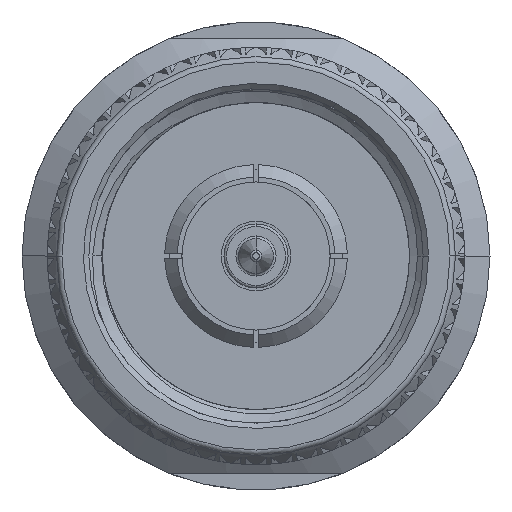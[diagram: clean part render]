
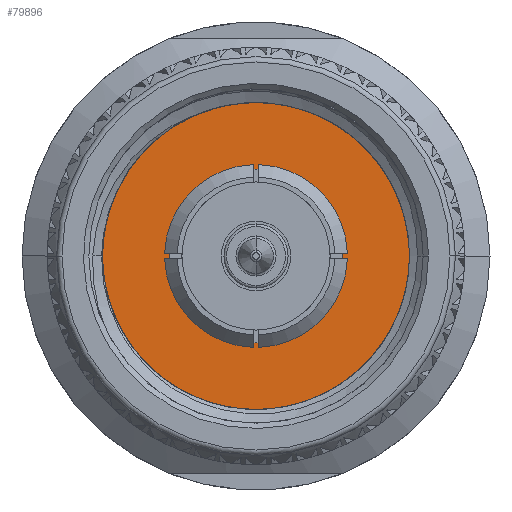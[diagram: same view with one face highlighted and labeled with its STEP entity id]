
A CAD part, left-side view. The second image highlights one B-rep face of the part: STEP entity #79896.
In plain terms, the highlighted planar face has unit normal (-1, 0, 0).
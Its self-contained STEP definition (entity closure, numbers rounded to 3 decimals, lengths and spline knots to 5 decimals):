
#952 = CARTESIAN_POINT ( 'NONE',  ( 0.375, -0.15208, -0.25964 ) ) ;
#2880 = CARTESIAN_POINT ( 'NONE',  ( 0.375, 0., 0. ) ) ;
#3098 = CARTESIAN_POINT ( 'NONE',  ( 0.375, 0.28892, 0. ) ) ;
#4378 = CIRCLE ( 'NONE', #24460, 0.1625 ) ;
#4867 = DIRECTION ( 'NONE',  ( 0., -1., 0. ) ) ;
#6742 = CARTESIAN_POINT ( 'NONE',  ( 0.375, 0.28244, -0.05055 ) ) ;
#7706 = VERTEX_POINT ( 'NONE', #61845 ) ;
#7792 = CARTESIAN_POINT ( 'NONE',  ( 0.375, -0.29433, -0.09491 ) ) ;
#8149 = CARTESIAN_POINT ( 'NONE',  ( 0.375, -0.3125, 0. ) ) ;
#11076 = AXIS2_PLACEMENT_3D ( 'NONE', #16412, #48168, #50593 ) ;
#11110 = DIRECTION ( 'NONE',  ( 0., -1., 0. ) ) ;
#11489 = CARTESIAN_POINT ( 'NONE',  ( 0.375, 0.28612, -0.03389 ) ) ;
#12211 = CARTESIAN_POINT ( 'NONE',  ( 0.375, 0.28244, -0.05055 ) ) ;
#14549 = EDGE_LOOP ( 'NONE', ( #19769, #90480 ) ) ;
#14608 = VERTEX_POINT ( 'NONE', #3098 ) ;
#14953 = CARTESIAN_POINT ( 'NONE',  ( 0.375, 0.27931, -0.06803 ) ) ;
#14959 = CARTESIAN_POINT ( 'NONE',  ( 0.375, 0.17404, -0.22812 ) ) ;
#15296 = CARTESIAN_POINT ( 'NONE',  ( 0.375, 0.25412, -0.1344 ) ) ;
#15649 = CARTESIAN_POINT ( 'NONE',  ( 0.375, 0.05015, -0.28853 ) ) ;
#16412 = CARTESIAN_POINT ( 'NONE',  ( 0.375, 0., 0. ) ) ;
#17022 = CARTESIAN_POINT ( 'NONE',  ( 0.375, -0.18753, -0.23736 ) ) ;
#18970 = CARTESIAN_POINT ( 'NONE',  ( 0.375, 0.28892, 0. ) ) ;
#19769 = ORIENTED_EDGE ( 'NONE', *, *, #37397, .F. ) ;
#22761 = CARTESIAN_POINT ( 'NONE',  ( 0.375, 0.12806, -0.25965 ) ) ;
#23463 = CARTESIAN_POINT ( 'NONE',  ( 0.375, 0.15188, -0.24515 ) ) ;
#24270 = CIRCLE ( 'NONE', #26938, 0.3125 ) ;
#24460 = AXIS2_PLACEMENT_3D ( 'NONE', #88742, #38628, #95223 ) ;
#24505 = B_SPLINE_CURVE_WITH_KNOTS ( 'NONE', 3,
 ( #18970, #60317, #11489, #12211 ),
 .UNSPECIFIED., .F., .F.,
 ( 4, 4 ),
 ( 0., 0.00129 ),
 .UNSPECIFIED. ) ;
#26938 = AXIS2_PLACEMENT_3D ( 'NONE', #2880, #59939, #11110 ) ;
#28545 = EDGE_CURVE ( 'NONE', #45812, #91641, #66128, .T. ) ;
#29423 = CARTESIAN_POINT ( 'NONE',  ( 0.375, 0., 0. ) ) ;
#29575 = FACE_BOUND ( 'NONE', #14549, .T. ) ;
#30620 = CARTESIAN_POINT ( 'NONE',  ( 0.375, 0.23565, -0.16465 ) ) ;
#30959 = CARTESIAN_POINT ( 'NONE',  ( 0.375, -0.00524, -0.29595 ) ) ;
#31297 = CARTESIAN_POINT ( 'NONE',  ( 0.375, -0.08779, -0.28497 ) ) ;
#32375 = CARTESIAN_POINT ( 'NONE',  ( 0.375, -0.16434, -0.25271 ) ) ;
#35411 = DIRECTION ( 'NONE',  ( -1., 0., 0. ) ) ;
#35499 = ORIENTED_EDGE ( 'NONE', *, *, #61685, .T. ) ;
#35762 = DIRECTION ( 'NONE',  ( 0., -1., 0. ) ) ;
#37397 = EDGE_CURVE ( 'NONE', #91641, #45812, #4378, .T. ) ;
#38628 = DIRECTION ( 'NONE',  ( -1., 0., 0. ) ) ;
#41278 = CARTESIAN_POINT ( 'NONE',  ( 0.375, -0.31152, -0.028 ) ) ;
#41655 = CARTESIAN_POINT ( 'NONE',  ( 0.375, 0.27457, -0.08517 ) ) ;
#45812 = VERTEX_POINT ( 'NONE', #83113 ) ;
#47749 = CARTESIAN_POINT ( 'NONE',  ( 0.375, 0.17404, -0.22812 ) ) ;
#48168 = DIRECTION ( 'NONE',  ( -1., 0., 0. ) ) ;
#50593 = DIRECTION ( 'NONE',  ( 0., -1., 0. ) ) ;
#51986 = ORIENTED_EDGE ( 'NONE', *, *, #65414, .T. ) ;
#55618 = CARTESIAN_POINT ( 'NONE',  ( 0.375, 0.11552, -0.26608 ) ) ;
#55664 = LINE ( 'NONE', #29423, #99231 ) ;
#55962 = CARTESIAN_POINT ( 'NONE',  ( 0.375, 0.08997, -0.27696 ) ) ;
#56671 = CARTESIAN_POINT ( 'NONE',  ( 0.375, -0.1985, -0.22894 ) ) ;
#57693 = CARTESIAN_POINT ( 'NONE',  ( 0.375, -0.30682, -0.05522 ) ) ;
#58949 = FACE_OUTER_BOUND ( 'NONE', #99411, .T. ) ;
#59939 = DIRECTION ( 'NONE',  ( -1., 0., 0. ) ) ;
#60317 = CARTESIAN_POINT ( 'NONE',  ( 0.375, 0.28827, -0.01704 ) ) ;
#61685 = EDGE_CURVE ( 'NONE', #99090, #14608, #55664, .T. ) ;
#61845 = CARTESIAN_POINT ( 'NONE',  ( 0.375, -0.3125, 0. ) ) ;
#63078 = CARTESIAN_POINT ( 'NONE',  ( 0.375, 0.26198, -0.11837 ) ) ;
#63812 = CARTESIAN_POINT ( 'NONE',  ( 0.375, -0.03288, -0.29517 ) ) ;
#64176 = CARTESIAN_POINT ( 'NONE',  ( 0.375, 0.07689, -0.28144 ) ) ;
#65275 = B_SPLINE_CURVE_WITH_KNOTS ( 'NONE', 3,
 ( #6742, #14953, #41655, #63078, #15296, #30620, #87848, #88563, #88924, #47749 ),
 .UNSPECIFIED., .F., .F.,
 ( 4, 2, 2, 2, 4 ),
 ( 0., 0.00135, 0.00271, 0.00406, 0.00541 ),
 .UNSPECIFIED. ) ;
#65414 = EDGE_CURVE ( 'NONE', #84783, #7706, #94761, .T. ) ;
#66128 = CIRCLE ( 'NONE', #70674, 0.1625 ) ;
#70674 = AXIS2_PLACEMENT_3D ( 'NONE', #84463, #35411, #35762 ) ;
#72792 = CARTESIAN_POINT ( 'NONE',  ( 0.375, -0.11418, -0.27664 ) ) ;
#73176 = VERTEX_POINT ( 'NONE', #77057 ) ;
#75349 = EDGE_CURVE ( 'NONE', #14608, #73176, #24505, .T. ) ;
#76600 = CARTESIAN_POINT ( 'NONE',  ( 0.375, 0.3125, 0. ) ) ;
#77057 = CARTESIAN_POINT ( 'NONE',  ( 0.375, 0.28244, -0.05055 ) ) ;
#79896 = ADVANCED_FACE ( 'NONE', ( #58949, #29575 ), #104837, .T. ) ;
#81079 = CARTESIAN_POINT ( 'NONE',  ( 0.375, -0.12704, -0.27157 ) ) ;
#82250 = EDGE_CURVE ( 'NONE', #7706, #99090, #24270, .T. ) ;
#83113 = CARTESIAN_POINT ( 'NONE',  ( 0.375, -0.1625, 0. ) ) ;
#84463 = CARTESIAN_POINT ( 'NONE',  ( 0.375, 0., 0. ) ) ;
#84783 = VERTEX_POINT ( 'NONE', #89606 ) ;
#87848 = CARTESIAN_POINT ( 'NONE',  ( 0.375, 0.22499, -0.17895 ) ) ;
#88563 = CARTESIAN_POINT ( 'NONE',  ( 0.375, 0.20121, -0.20532 ) ) ;
#88742 = CARTESIAN_POINT ( 'NONE',  ( 0.375, 0., 0. ) ) ;
#88924 = CARTESIAN_POINT ( 'NONE',  ( 0.375, 0.18816, -0.21735 ) ) ;
#88932 = CARTESIAN_POINT ( 'NONE',  ( 0.375, 0.03641, -0.29114 ) ) ;
#89606 = CARTESIAN_POINT ( 'NONE',  ( 0.375, 0.17404, -0.22812 ) ) ;
#89633 = CARTESIAN_POINT ( 'NONE',  ( 0.375, -0.27062, -0.14523 ) ) ;
#90321 = CARTESIAN_POINT ( 'NONE',  ( 0.375, -0.22957, -0.20149 ) ) ;
#90480 = ORIENTED_EDGE ( 'NONE', *, *, #28545, .F. ) ;
#90668 = CARTESIAN_POINT ( 'NONE',  ( 0.375, -0.24804, -0.18002 ) ) ;
#91011 = CARTESIAN_POINT ( 'NONE',  ( 0.375, -0.27735, -0.13315 ) ) ;
#91641 = VERTEX_POINT ( 'NONE', #97802 ) ;
#93014 = EDGE_CURVE ( 'NONE', #73176, #84783, #65275, .T. ) ;
#94761 = B_SPLINE_CURVE_WITH_KNOTS ( 'NONE', 3,
 ( #14959, #105116, #23463, #22761, #55618, #55962, #64176, #15649, #88932, #30959, #63812, #104773, #31297, #72792, #81079, #952, #32375, #17022, #56671, #90321, #90668, #89633, #91011, #106184, #7792, #57693, #41278, #8149 ),
 .UNSPECIFIED., .F., .F.,
 ( 4, 2, 2, 2, 2, 2, 2, 2, 2, 2, 2, 2, 2, 4 ),
 ( 0., 0.00106, 0.00212, 0.00319, 0.00425, 0.00637, 0.00743, 0.00849, 0.00956, 0.01062, 0.01274, 0.0138, 0.01487, 0.01699 ),
 .UNSPECIFIED. ) ;
#95223 = DIRECTION ( 'NONE',  ( 0., -1., 0. ) ) ;
#95262 = ORIENTED_EDGE ( 'NONE', *, *, #93014, .T. ) ;
#96152 = ORIENTED_EDGE ( 'NONE', *, *, #75349, .T. ) ;
#96563 = ORIENTED_EDGE ( 'NONE', *, *, #82250, .T. ) ;
#97802 = CARTESIAN_POINT ( 'NONE',  ( 0.375, 0.1625, 0. ) ) ;
#99090 = VERTEX_POINT ( 'NONE', #76600 ) ;
#99231 = VECTOR ( 'NONE', #4867, 39.37008 ) ;
#99411 = EDGE_LOOP ( 'NONE', ( #96563, #35499, #96152, #95262, #51986 ) ) ;
#104773 = CARTESIAN_POINT ( 'NONE',  ( 0.375, -0.07416, -0.28825 ) ) ;
#104837 = PLANE ( 'NONE',  #11076 ) ;
#105116 = CARTESIAN_POINT ( 'NONE',  ( 0.375, 0.16324, -0.23706 ) ) ;
#106184 = CARTESIAN_POINT ( 'NONE',  ( 0.375, -0.2892, -0.10803 ) ) ;
